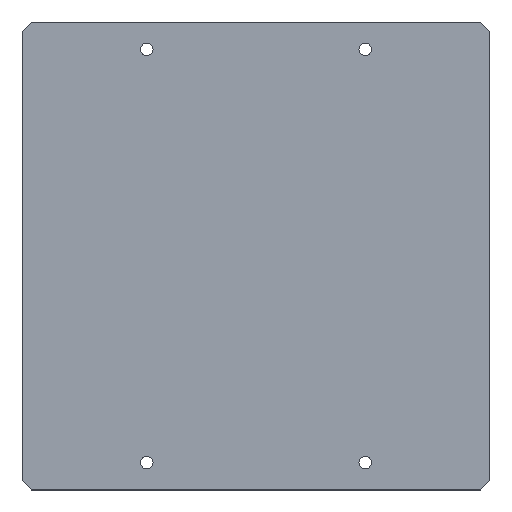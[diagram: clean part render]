
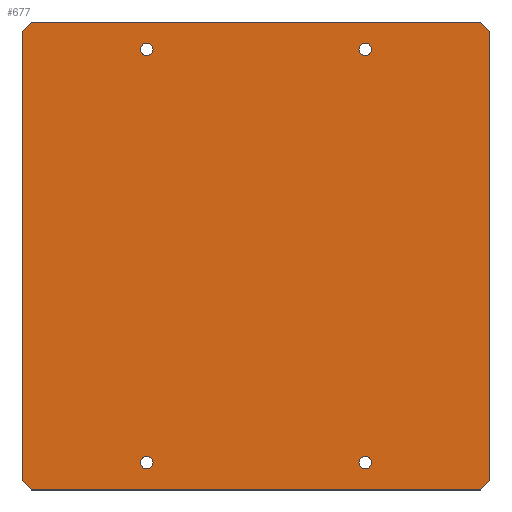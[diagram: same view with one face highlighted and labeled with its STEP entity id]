
A CAD part, top view. The second image highlights one B-rep face of the part: STEP entity #677.
In plain terms, the highlighted planar face has unit normal (0, 0, 1).
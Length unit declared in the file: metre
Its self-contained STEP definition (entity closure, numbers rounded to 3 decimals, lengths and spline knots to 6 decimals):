
#41=LINE('',#992,#125);
#44=LINE('',#998,#128);
#46=LINE('',#1002,#130);
#48=LINE('',#1006,#132);
#50=LINE('',#1010,#134);
#52=LINE('',#1014,#136);
#54=LINE('',#1018,#138);
#55=LINE('',#1029,#139);
#125=VECTOR('',#796,1.);
#128=VECTOR('',#801,1.);
#130=VECTOR('',#805,1.);
#132=VECTOR('',#809,1.);
#134=VECTOR('',#813,1.);
#136=VECTOR('',#817,1.);
#138=VECTOR('',#821,1.);
#139=VECTOR('',#836,1.);
#252=ORIENTED_EDGE('',*,*,#397,.F.);
#253=ORIENTED_EDGE('',*,*,#400,.T.);
#254=ORIENTED_EDGE('',*,*,#402,.F.);
#255=ORIENTED_EDGE('',*,*,#404,.T.);
#256=ORIENTED_EDGE('',*,*,#406,.F.);
#257=ORIENTED_EDGE('',*,*,#408,.T.);
#258=ORIENTED_EDGE('',*,*,#410,.T.);
#259=ORIENTED_EDGE('',*,*,#414,.T.);
#260=ORIENTED_EDGE('',*,*,#413,.F.);
#261=ORIENTED_EDGE('',*,*,#412,.F.);
#262=ORIENTED_EDGE('',*,*,#411,.F.);
#263=ORIENTED_EDGE('',*,*,#415,.F.);
#397=EDGE_CURVE('',#488,#489,#41,.T.);
#400=EDGE_CURVE('',#488,#490,#44,.T.);
#402=EDGE_CURVE('',#491,#490,#46,.T.);
#404=EDGE_CURVE('',#491,#492,#48,.T.);
#406=EDGE_CURVE('',#493,#492,#50,.T.);
#408=EDGE_CURVE('',#493,#494,#52,.T.);
#410=EDGE_CURVE('',#494,#495,#54,.T.);
#411=EDGE_CURVE('',#496,#496,#528,.T.);
#412=EDGE_CURVE('',#497,#497,#529,.T.);
#413=EDGE_CURVE('',#498,#498,#530,.T.);
#414=EDGE_CURVE('',#495,#489,#55,.T.);
#415=EDGE_CURVE('',#499,#499,#531,.T.);
#488=VERTEX_POINT('',#991);
#489=VERTEX_POINT('',#993);
#490=VERTEX_POINT('',#997);
#491=VERTEX_POINT('',#1001);
#492=VERTEX_POINT('',#1005);
#493=VERTEX_POINT('',#1009);
#494=VERTEX_POINT('',#1013);
#495=VERTEX_POINT('',#1017);
#496=VERTEX_POINT('',#1021);
#497=VERTEX_POINT('',#1024);
#498=VERTEX_POINT('',#1027);
#499=VERTEX_POINT('',#1032);
#528=CIRCLE('',#726,0.002);
#529=CIRCLE('',#728,0.002);
#530=CIRCLE('',#730,0.002);
#531=CIRCLE('',#733,0.002);
#554=EDGE_LOOP('',(#252,#253,#254,#255,#256,#257,#258,#259));
#555=EDGE_LOOP('',(#260));
#556=EDGE_LOOP('',(#261));
#557=EDGE_LOOP('',(#262));
#558=EDGE_LOOP('',(#263));
#604=FACE_BOUND('',#554,.T.);
#605=FACE_BOUND('',#555,.T.);
#606=FACE_BOUND('',#556,.T.);
#607=FACE_BOUND('',#557,.T.);
#608=FACE_BOUND('',#558,.T.);
#641=PLANE('',#734);
#677=ADVANCED_FACE('',(#604,#605,#606,#607,#608),#641,.T.);
#726=AXIS2_PLACEMENT_3D('',#1020,#824,#825);
#728=AXIS2_PLACEMENT_3D('',#1023,#828,#829);
#730=AXIS2_PLACEMENT_3D('',#1026,#832,#833);
#733=AXIS2_PLACEMENT_3D('',#1031,#839,#840);
#734=AXIS2_PLACEMENT_3D('',#1033,#841,#842);
#796=DIRECTION('',(-0.707,-0.707,0.));
#801=DIRECTION('',(0.,1.,0.));
#805=DIRECTION('',(0.707,-0.707,0.));
#809=DIRECTION('',(-1.,0.,0.));
#813=DIRECTION('',(0.707,0.707,0.));
#817=DIRECTION('',(0.,-1.,0.));
#821=DIRECTION('',(0.707,-0.707,0.));
#824=DIRECTION('',(0.,0.,1.));
#825=DIRECTION('',(1.,0.,0.));
#828=DIRECTION('',(0.,0.,1.));
#829=DIRECTION('',(1.,0.,0.));
#832=DIRECTION('',(0.,0.,1.));
#833=DIRECTION('',(1.,0.,0.));
#836=DIRECTION('',(1.,0.,0.));
#839=DIRECTION('',(0.,0.,1.));
#840=DIRECTION('',(1.,0.,0.));
#841=DIRECTION('',(0.,0.,1.));
#842=DIRECTION('',(1.,0.,0.));
#991=CARTESIAN_POINT('',(0.075,-0.072,0.024));
#992=CARTESIAN_POINT('',(0.0735,-0.0735,0.024));
#993=CARTESIAN_POINT('',(0.072,-0.075,0.024));
#997=CARTESIAN_POINT('',(0.075,0.072,0.024));
#998=CARTESIAN_POINT('',(0.075,0.069172,0.024));
#1001=CARTESIAN_POINT('',(0.072,0.075,0.024));
#1002=CARTESIAN_POINT('',(0.0735,0.0735,0.024));
#1005=CARTESIAN_POINT('',(-0.072,0.075,0.024));
#1006=CARTESIAN_POINT('',(-0.069172,0.075,0.024));
#1009=CARTESIAN_POINT('',(-0.075,0.072,0.024));
#1010=CARTESIAN_POINT('',(-0.0735,0.0735,0.024));
#1013=CARTESIAN_POINT('',(-0.075,-0.072,0.024));
#1014=CARTESIAN_POINT('',(-0.075,0.069172,0.024));
#1017=CARTESIAN_POINT('',(-0.072,-0.075,0.024));
#1018=CARTESIAN_POINT('',(-0.0735,-0.0735,0.024));
#1020=CARTESIAN_POINT('',(-0.035,-0.06625,0.024));
#1021=CARTESIAN_POINT('',(-0.033,-0.06625,0.024));
#1023=CARTESIAN_POINT('',(0.035,0.06625,0.024));
#1024=CARTESIAN_POINT('',(0.037,0.06625,0.024));
#1026=CARTESIAN_POINT('',(-0.035,0.06625,0.024));
#1027=CARTESIAN_POINT('',(-0.033,0.06625,0.024));
#1029=CARTESIAN_POINT('',(0.069172,-0.075,0.024));
#1031=CARTESIAN_POINT('',(0.035,-0.06625,0.024));
#1032=CARTESIAN_POINT('',(0.037,-0.06625,0.024));
#1033=CARTESIAN_POINT('',(0.,0.,0.024));
